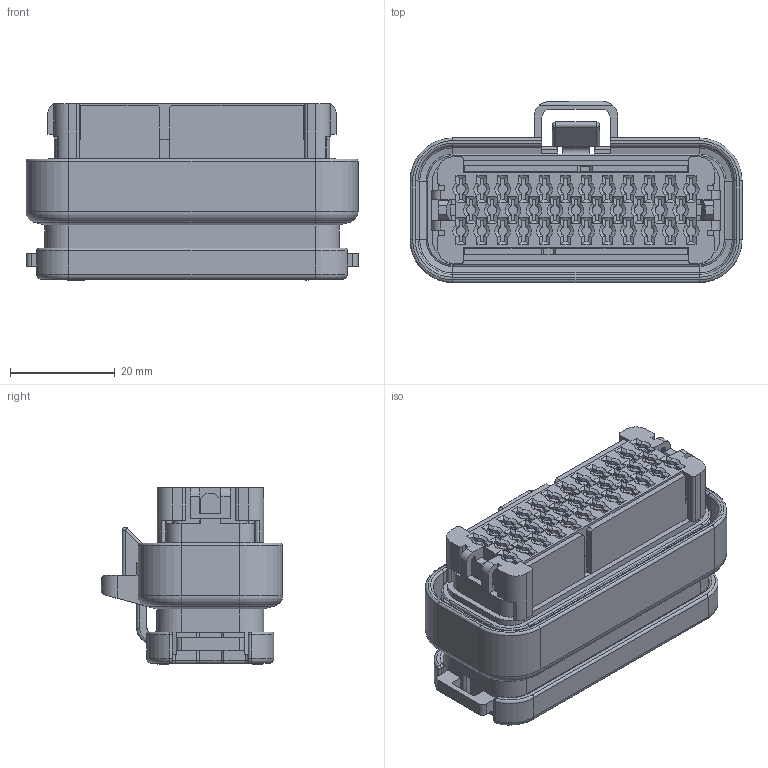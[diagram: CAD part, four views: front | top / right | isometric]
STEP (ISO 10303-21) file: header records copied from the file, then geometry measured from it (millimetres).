
FILE_DESCRIPTION((''),'2;1');
FILE_NAME('C-776164-1','2009-11-20T',('workeradm'),(''),'PRO/ENGINEER BY PARAMETRIC TECHNOLOGY CORPORATION, 2008380','PRO/ENGINEER BY PARAMETRIC TECHNOLOGY CORPORATION, 2008380','');
FILE_SCHEMA(('AUTOMOTIVE_DESIGN { 1 0 10303 214 1 1 1 1 }'));
Length unit declared in the file: millimetre
Products named in the file (1): C-776164-1
Bounding box: 63.4 x 34.6 x 33.8 mm (x, y, z)
Volume: 36589 mm3; surface area: 17827.4 mm2
Topology: 3 solids, 3 shells, 1401 faces, 3526 edges, 2200 vertices
Faces by surface type: plane 923, cylinder 328, cone 78, torus 52, sphere 14, bspline 4, extrusion 2
Entity records: 42037 total; most frequent: CARTESIAN_POINT 8215, ORIENTED_EDGE 7052, DIRECTION 6936, EDGE_CURVE 3526, VECTOR 2558, LINE 2556, VERTEX_POINT 2200, AXIS2_PLACEMENT_3D 2189
